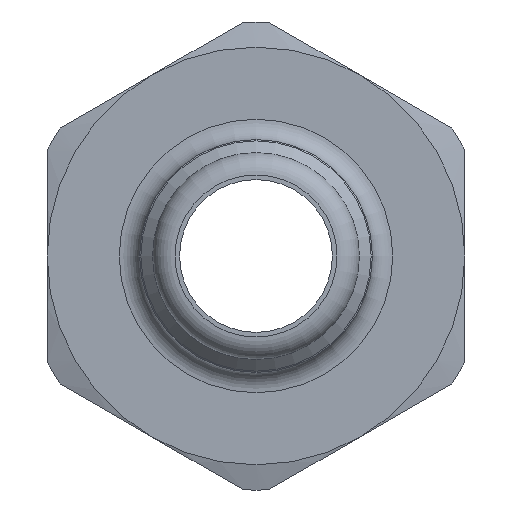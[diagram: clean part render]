
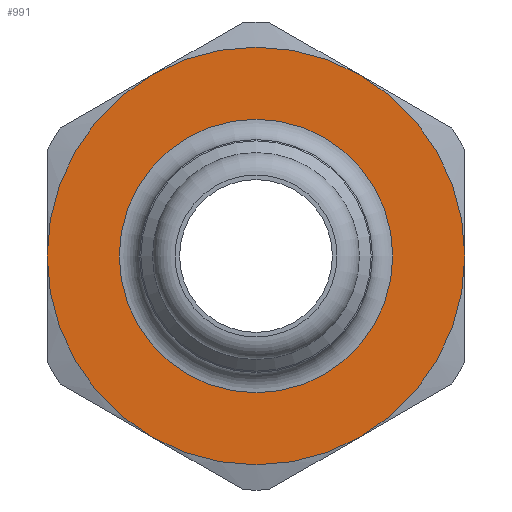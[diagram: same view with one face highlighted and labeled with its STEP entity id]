
A CAD part, left-side view. The second image highlights one B-rep face of the part: STEP entity #991.
In plain terms, the highlighted planar face has unit normal (-1, 0, 0).
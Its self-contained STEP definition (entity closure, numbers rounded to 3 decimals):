
#98=CARTESIAN_POINT('',(32.1,10.25,17.754));
#99=VERTEX_POINT('',#98);
#182=CARTESIAN_POINT('',(32.1,-10.25,17.754));
#183=VERTEX_POINT('',#182);
#266=CARTESIAN_POINT('',(32.1,-20.5,0.));
#267=VERTEX_POINT('',#266);
#350=CARTESIAN_POINT('',(32.1,-10.25,-17.754));
#351=VERTEX_POINT('',#350);
#434=CARTESIAN_POINT('',(32.1,10.25,-17.754));
#435=VERTEX_POINT('',#434);
#494=CARTESIAN_POINT('',(32.1,20.5,0.0));
#495=VERTEX_POINT('',#494);
#496=CARTESIAN_POINT('',(32.1,0.0,0.0));
#497=DIRECTION('',(-1.0,0.0,0.0));
#498=DIRECTION('',(0.0,-1.0,0.0));
#499=AXIS2_PLACEMENT_3D('',#496,#497,#498);
#500=CIRCLE('',#499,20.5);
#501=EDGE_CURVE('',#495,#435,#500,.T.);
#534=CARTESIAN_POINT('',(32.1,0.0,0.0));
#535=DIRECTION('',(-1.0,0.0,0.0));
#536=DIRECTION('',(0.0,-1.0,0.0));
#537=AXIS2_PLACEMENT_3D('',#534,#535,#536);
#538=CIRCLE('',#537,20.5);
#539=EDGE_CURVE('',#435,#351,#538,.T.);
#558=CARTESIAN_POINT('',(32.1,0.0,0.0));
#559=DIRECTION('',(-1.0,0.0,0.0));
#560=DIRECTION('',(0.0,-1.0,0.0));
#561=AXIS2_PLACEMENT_3D('',#558,#559,#560);
#562=CIRCLE('',#561,20.5);
#563=EDGE_CURVE('',#351,#267,#562,.T.);
#582=CARTESIAN_POINT('',(32.1,0.0,0.0));
#583=DIRECTION('',(-1.0,0.0,0.0));
#584=DIRECTION('',(0.0,-1.0,0.0));
#585=AXIS2_PLACEMENT_3D('',#582,#583,#584);
#586=CIRCLE('',#585,20.5);
#587=EDGE_CURVE('',#267,#183,#586,.T.);
#628=CARTESIAN_POINT('',(32.1,0.0,0.0));
#629=DIRECTION('',(-1.0,0.0,0.0));
#630=DIRECTION('',(0.0,-1.0,0.0));
#631=AXIS2_PLACEMENT_3D('',#628,#629,#630);
#632=CIRCLE('',#631,20.5);
#633=EDGE_CURVE('',#99,#495,#632,.T.);
#644=CARTESIAN_POINT('',(32.1,0.0,0.0));
#645=DIRECTION('',(-1.0,0.0,0.0));
#646=DIRECTION('',(0.0,-1.0,0.0));
#647=AXIS2_PLACEMENT_3D('',#644,#645,#646);
#648=CIRCLE('',#647,20.5);
#649=EDGE_CURVE('',#183,#99,#648,.T.);
#967=CARTESIAN_POINT('',(32.1,-16.962,0.0));
#968=DIRECTION('',(-1.0,0.0,0.0));
#969=DIRECTION('',(0.0,0.0,1.0));
#970=AXIS2_PLACEMENT_3D('',#967,#968,#969);
#971=PLANE('',#970);
#972=ORIENTED_EDGE('',*,*,#501,.T.);
#973=ORIENTED_EDGE('',*,*,#539,.T.);
#974=ORIENTED_EDGE('',*,*,#563,.T.);
#975=ORIENTED_EDGE('',*,*,#587,.T.);
#976=ORIENTED_EDGE('',*,*,#649,.T.);
#977=ORIENTED_EDGE('',*,*,#633,.T.);
#978=EDGE_LOOP('',(#972,#973,#974,#975,#976,#977));
#979=FACE_OUTER_BOUND('',#978,.T.);
#980=CARTESIAN_POINT('',(32.1,-13.425,0.0));
#981=VERTEX_POINT('',#980);
#982=CARTESIAN_POINT('',(32.1,0.0,0.0));
#983=DIRECTION('',(-1.0,0.0,0.0));
#984=DIRECTION('',(0.0,-1.0,0.0));
#985=AXIS2_PLACEMENT_3D('',#982,#983,#984);
#986=CIRCLE('',#985,13.425);
#987=EDGE_CURVE('',#981,#981,#986,.T.);
#988=ORIENTED_EDGE('',*,*,#987,.F.);
#989=EDGE_LOOP('',(#988));
#990=FACE_BOUND('',#989,.T.);
#991=ADVANCED_FACE('',(#979,#990),#971,.T.);
